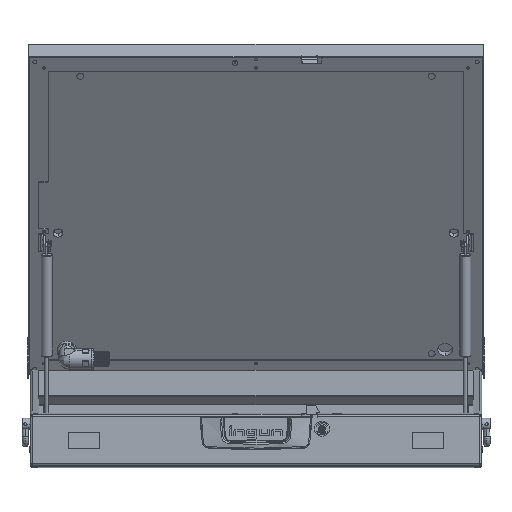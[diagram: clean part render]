
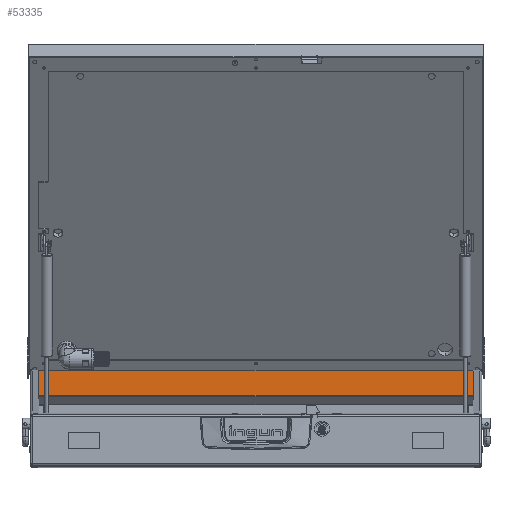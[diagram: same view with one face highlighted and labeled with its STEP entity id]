
A CAD part, top view. The second image highlights one B-rep face of the part: STEP entity #53335.
In plain terms, the highlighted planar face has unit normal (0, 0, 1).
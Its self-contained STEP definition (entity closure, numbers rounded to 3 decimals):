
#1101 = DIRECTION ( 'NONE',  ( 0., -1., 0. ) ) ;
#1179 = DIRECTION ( 'NONE',  ( 0., -1., 0. ) ) ;
#2727 = VECTOR ( 'NONE', #1179, 1000. ) ;
#4361 = CARTESIAN_POINT ( 'NONE',  ( -323., 138.404, -255. ) ) ;
#6548 = EDGE_CURVE ( 'NONE', #14674, #14585, #21628, .T. ) ;
#8411 = FACE_OUTER_BOUND ( 'NONE', #53858, .T. ) ;
#13340 = ORIENTED_EDGE ( 'NONE', *, *, #15301, .T. ) ;
#14585 = VERTEX_POINT ( 'NONE', #4361 ) ;
#14674 = VERTEX_POINT ( 'NONE', #49251 ) ;
#15301 = EDGE_CURVE ( 'NONE', #49468, #22702, #28055, .T. ) ;
#15617 = VECTOR ( 'NONE', #1101, 1000. ) ;
#15632 = VECTOR ( 'NONE', #62831, 1000. ) ;
#18527 = DIRECTION ( 'NONE',  ( 0., -1., 0. ) ) ;
#18817 = AXIS2_PLACEMENT_3D ( 'NONE', #37464, #30307, #60385 ) ;
#19849 = EDGE_CURVE ( 'NONE', #51164, #49468, #68847, .T. ) ;
#20331 = DIRECTION ( 'NONE',  ( 1., 0., 0. ) ) ;
#21628 = LINE ( 'NONE', #67179, #49872 ) ;
#22702 = VERTEX_POINT ( 'NONE', #23351 ) ;
#23351 = CARTESIAN_POINT ( 'NONE',  ( 323., 102.414, -255. ) ) ;
#23975 = EDGE_CURVE ( 'NONE', #14585, #51164, #58811, .T. ) ;
#24503 = EDGE_CURVE ( 'NONE', #14674, #24662, #52359, .T. ) ;
#24662 = VERTEX_POINT ( 'NONE', #60552 ) ;
#24894 = ORIENTED_EDGE ( 'NONE', *, *, #23975, .T. ) ;
#26961 = ORIENTED_EDGE ( 'NONE', *, *, #19849, .T. ) ;
#28055 = LINE ( 'NONE', #51022, #60384 ) ;
#30307 = DIRECTION ( 'NONE',  ( 0., 0., -1. ) ) ;
#34618 = CARTESIAN_POINT ( 'NONE',  ( -323., 138.404, -255. ) ) ;
#37464 = CARTESIAN_POINT ( 'NONE',  ( 323., 138.404, -255. ) ) ;
#40610 = ORIENTED_EDGE ( 'NONE', *, *, #6548, .T. ) ;
#43075 = ORIENTED_EDGE ( 'NONE', *, *, #24503, .F. ) ;
#43114 = PLANE ( 'NONE',  #18817 ) ;
#43373 = ORIENTED_EDGE ( 'NONE', *, *, #62489, .F. ) ;
#49154 = DIRECTION ( 'NONE',  ( -1., 0., 0. ) ) ;
#49251 = CARTESIAN_POINT ( 'NONE',  ( 323., 138.404, -255. ) ) ;
#49468 = VERTEX_POINT ( 'NONE', #52888 ) ;
#49872 = VECTOR ( 'NONE', #49154, 1000. ) ;
#51022 = CARTESIAN_POINT ( 'NONE',  ( 323., 102.414, -255. ) ) ;
#51164 = VERTEX_POINT ( 'NONE', #56875 ) ;
#52359 = LINE ( 'NONE', #52732, #15617 ) ;
#52447 = CARTESIAN_POINT ( 'NONE',  ( -323., 138.404, -255. ) ) ;
#52732 = CARTESIAN_POINT ( 'NONE',  ( 323., 138.404, -255. ) ) ;
#52804 = CARTESIAN_POINT ( 'NONE',  ( 323., 140., -255. ) ) ;
#52888 = CARTESIAN_POINT ( 'NONE',  ( -323., 102.414, -255. ) ) ;
#53335 = ADVANCED_FACE ( 'NONE', ( #8411 ), #43114, .F. ) ;
#53858 = EDGE_LOOP ( 'NONE', ( #26961, #13340, #43373, #43075, #40610, #24894 ) ) ;
#56875 = CARTESIAN_POINT ( 'NONE',  ( -323., 138.158, -255. ) ) ;
#58423 = LINE ( 'NONE', #52804, #2727 ) ;
#58811 = LINE ( 'NONE', #52447, #60015 ) ;
#60015 = VECTOR ( 'NONE', #18527, 1000. ) ;
#60384 = VECTOR ( 'NONE', #20331, 1000. ) ;
#60385 = DIRECTION ( 'NONE',  ( -1., 0., 0. ) ) ;
#60552 = CARTESIAN_POINT ( 'NONE',  ( 323., 138.158, -255. ) ) ;
#62489 = EDGE_CURVE ( 'NONE', #24662, #22702, #58423, .T. ) ;
#62831 = DIRECTION ( 'NONE',  ( 0., -1., 0. ) ) ;
#67179 = CARTESIAN_POINT ( 'NONE',  ( 323., 138.404, -255. ) ) ;
#68847 = LINE ( 'NONE', #34618, #15632 ) ;
